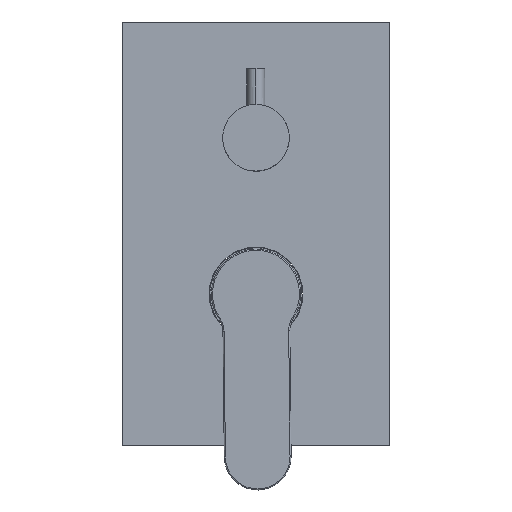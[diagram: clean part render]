
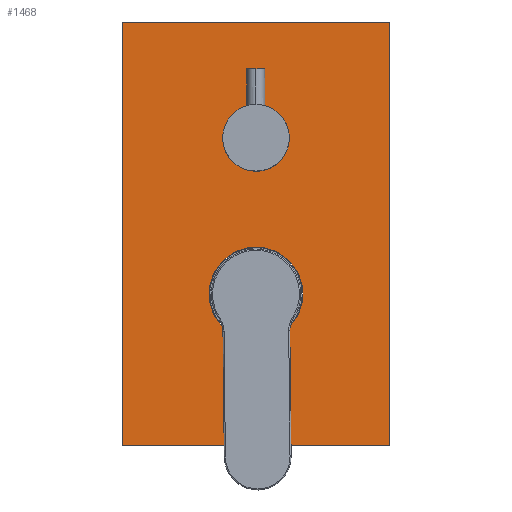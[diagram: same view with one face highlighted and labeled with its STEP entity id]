
A CAD part, top view. The second image highlights one B-rep face of the part: STEP entity #1468.
In plain terms, the highlighted planar face has unit normal (0, 0, 1).
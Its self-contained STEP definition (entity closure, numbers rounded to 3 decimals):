
#39 = DIRECTION ( 'NONE',  ( 0., 0., 1. ) ) ;
#133 = CIRCLE ( 'NONE', #1995, 12.5 ) ;
#271 = FACE_BOUND ( 'NONE', #1472, .T. ) ;
#276 = CARTESIAN_POINT ( 'NONE',  ( 0., 43., 9. ) ) ;
#282 = EDGE_LOOP ( 'NONE', ( #3740, #1795, #1848, #480 ) ) ;
#304 = CARTESIAN_POINT ( 'NONE',  ( 12.5, 43., 9. ) ) ;
#331 = EDGE_CURVE ( 'NONE', #888, #2554, #2294, .T. ) ;
#436 = CARTESIAN_POINT ( 'NONE',  ( 0., 43., 9. ) ) ;
#451 = CIRCLE ( 'NONE', #3950, 21. ) ;
#480 = ORIENTED_EDGE ( 'NONE', *, *, #3328, .T. ) ;
#635 = VERTEX_POINT ( 'NONE', #2725 ) ;
#679 = DIRECTION ( 'NONE',  ( 1., 0., 0. ) ) ;
#685 = ORIENTED_EDGE ( 'NONE', *, *, #1947, .F. ) ;
#716 = ORIENTED_EDGE ( 'NONE', *, *, #3817, .F. ) ;
#888 = VERTEX_POINT ( 'NONE', #3458 ) ;
#917 = CARTESIAN_POINT ( 'NONE',  ( -60., 95., 9. ) ) ;
#1111 = CARTESIAN_POINT ( 'NONE',  ( 60., 95., 9. ) ) ;
#1126 = CARTESIAN_POINT ( 'NONE',  ( -60., -95., 9. ) ) ;
#1246 = CARTESIAN_POINT ( 'NONE',  ( -12.5, 43., 9. ) ) ;
#1264 = FACE_BOUND ( 'NONE', #3563, .T. ) ;
#1273 = DIRECTION ( 'NONE',  ( 1., 0., 0. ) ) ;
#1334 = CARTESIAN_POINT ( 'NONE',  ( 0., -27., 9. ) ) ;
#1335 = DIRECTION ( 'NONE',  ( 0., 0., 1. ) ) ;
#1373 = LINE ( 'NONE', #3893, #1827 ) ;
#1378 = VERTEX_POINT ( 'NONE', #1552 ) ;
#1381 = ORIENTED_EDGE ( 'NONE', *, *, #3224, .F. ) ;
#1468 = ADVANCED_FACE ( 'NONE', ( #1264, #271, #3799 ), #3287, .F. ) ;
#1472 = EDGE_LOOP ( 'NONE', ( #2813, #716 ) ) ;
#1552 = CARTESIAN_POINT ( 'NONE',  ( 60., 95., 9. ) ) ;
#1555 = CIRCLE ( 'NONE', #2945, 21. ) ;
#1595 = EDGE_CURVE ( 'NONE', #635, #3855, #1555, .T. ) ;
#1609 = CARTESIAN_POINT ( 'NONE',  ( 21., -27., 9. ) ) ;
#1662 = DIRECTION ( 'NONE',  ( 1., 0., 0. ) ) ;
#1775 = DIRECTION ( 'NONE',  ( 0., 0., 1. ) ) ;
#1795 = ORIENTED_EDGE ( 'NONE', *, *, #3187, .T. ) ;
#1827 = VECTOR ( 'NONE', #2866, 1000. ) ;
#1848 = ORIENTED_EDGE ( 'NONE', *, *, #2660, .T. ) ;
#1873 = DIRECTION ( 'NONE',  ( -1., 0., 0. ) ) ;
#1902 = LINE ( 'NONE', #2423, #3470 ) ;
#1947 = EDGE_CURVE ( 'NONE', #2581, #3705, #3967, .T. ) ;
#1995 = AXIS2_PLACEMENT_3D ( 'NONE', #436, #1335, #1662 ) ;
#2066 = VERTEX_POINT ( 'NONE', #2262 ) ;
#2197 = AXIS2_PLACEMENT_3D ( 'NONE', #276, #3199, #1273 ) ;
#2262 = CARTESIAN_POINT ( 'NONE',  ( 60., -95., 9. ) ) ;
#2266 = DIRECTION ( 'NONE',  ( 1., 0., 0. ) ) ;
#2294 = LINE ( 'NONE', #917, #2704 ) ;
#2386 = LINE ( 'NONE', #1111, #3361 ) ;
#2418 = CARTESIAN_POINT ( 'NONE',  ( 0., -27., 9. ) ) ;
#2423 = CARTESIAN_POINT ( 'NONE',  ( 60., -95., 9. ) ) ;
#2554 = VERTEX_POINT ( 'NONE', #1126 ) ;
#2581 = VERTEX_POINT ( 'NONE', #1246 ) ;
#2616 = DIRECTION ( 'NONE',  ( 0., 0., -1. ) ) ;
#2636 = AXIS2_PLACEMENT_3D ( 'NONE', #3262, #2616, #3947 ) ;
#2660 = EDGE_CURVE ( 'NONE', #2066, #1378, #1373, .T. ) ;
#2704 = VECTOR ( 'NONE', #4157, 1000. ) ;
#2725 = CARTESIAN_POINT ( 'NONE',  ( -21., -27., 9. ) ) ;
#2813 = ORIENTED_EDGE ( 'NONE', *, *, #1595, .F. ) ;
#2866 = DIRECTION ( 'NONE',  ( 0., 1., 0. ) ) ;
#2945 = AXIS2_PLACEMENT_3D ( 'NONE', #2418, #1775, #3418 ) ;
#3187 = EDGE_CURVE ( 'NONE', #2554, #2066, #1902, .T. ) ;
#3199 = DIRECTION ( 'NONE',  ( 0., 0., 1. ) ) ;
#3224 = EDGE_CURVE ( 'NONE', #3705, #2581, #133, .T. ) ;
#3262 = CARTESIAN_POINT ( 'NONE',  ( 0., 0., 9. ) ) ;
#3287 = PLANE ( 'NONE',  #2636 ) ;
#3328 = EDGE_CURVE ( 'NONE', #1378, #888, #2386, .T. ) ;
#3361 = VECTOR ( 'NONE', #1873, 1000. ) ;
#3418 = DIRECTION ( 'NONE',  ( 1., 0., 0. ) ) ;
#3458 = CARTESIAN_POINT ( 'NONE',  ( -60., 95., 9. ) ) ;
#3470 = VECTOR ( 'NONE', #679, 1000. ) ;
#3563 = EDGE_LOOP ( 'NONE', ( #685, #1381 ) ) ;
#3705 = VERTEX_POINT ( 'NONE', #304 ) ;
#3740 = ORIENTED_EDGE ( 'NONE', *, *, #331, .T. ) ;
#3799 = FACE_OUTER_BOUND ( 'NONE', #282, .T. ) ;
#3817 = EDGE_CURVE ( 'NONE', #3855, #635, #451, .T. ) ;
#3855 = VERTEX_POINT ( 'NONE', #1609 ) ;
#3893 = CARTESIAN_POINT ( 'NONE',  ( 60., 95., 9. ) ) ;
#3947 = DIRECTION ( 'NONE',  ( -1., 0., 0. ) ) ;
#3950 = AXIS2_PLACEMENT_3D ( 'NONE', #1334, #39, #2266 ) ;
#3967 = CIRCLE ( 'NONE', #2197, 12.5 ) ;
#4157 = DIRECTION ( 'NONE',  ( 0., -1., 0. ) ) ;
